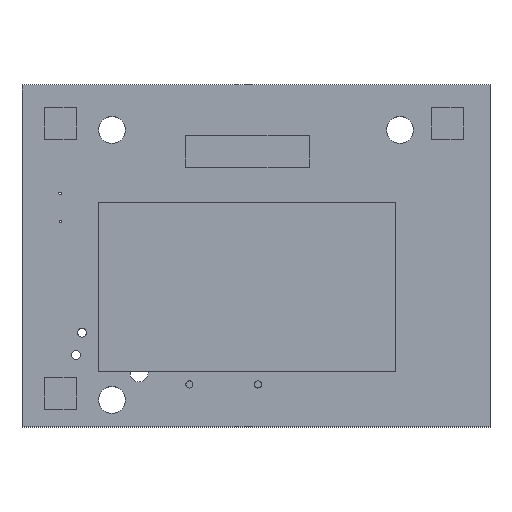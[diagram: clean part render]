
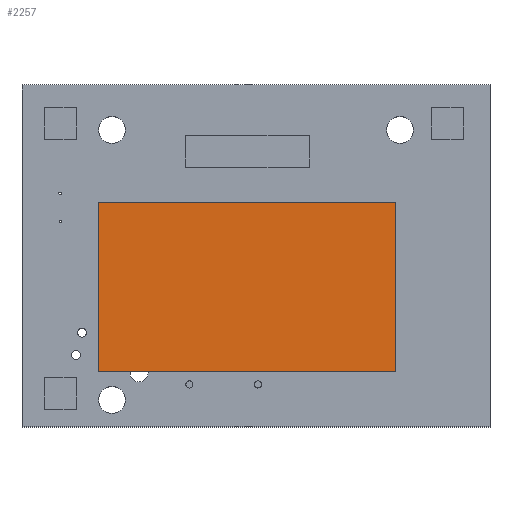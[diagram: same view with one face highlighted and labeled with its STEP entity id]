
A CAD part, top view. The second image highlights one B-rep face of the part: STEP entity #2257.
In plain terms, the highlighted planar face has unit normal (0, 0, 1).
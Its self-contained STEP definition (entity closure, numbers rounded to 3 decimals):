
#267=PLANE('',#2587);
#374=FACE_OUTER_BOUND('',#599,.T.);
#599=EDGE_LOOP('',(#1986,#1987,#1988,#1989));
#734=LINE('',#3787,#889);
#737=LINE('',#3793,#892);
#740=LINE('',#3799,#895);
#743=LINE('',#3803,#898);
#889=VECTOR('',#3176,10.);
#892=VECTOR('',#3181,10.);
#895=VECTOR('',#3186,10.);
#898=VECTOR('',#3191,10.);
#1201=VERTEX_POINT('',#3784);
#1202=VERTEX_POINT('',#3786);
#1204=VERTEX_POINT('',#3792);
#1206=VERTEX_POINT('',#3798);
#1462=EDGE_CURVE('',#1202,#1201,#734,.T.);
#1465=EDGE_CURVE('',#1204,#1202,#737,.T.);
#1468=EDGE_CURVE('',#1206,#1204,#740,.T.);
#1471=EDGE_CURVE('',#1201,#1206,#743,.T.);
#1986=ORIENTED_EDGE('',*,*,#1471,.T.);
#1987=ORIENTED_EDGE('',*,*,#1468,.T.);
#1988=ORIENTED_EDGE('',*,*,#1465,.T.);
#1989=ORIENTED_EDGE('',*,*,#1462,.T.);
#2257=ADVANCED_FACE('',(#374),#267,.T.);
#2587=AXIS2_PLACEMENT_3D('',#3804,#3192,#3193);
#3176=DIRECTION('',(-1.,0.,0.));
#3181=DIRECTION('',(0.,1.,0.));
#3186=DIRECTION('',(1.,0.,0.));
#3191=DIRECTION('',(0.,-1.,0.));
#3192=DIRECTION('center_axis',(0.,0.,1.));
#3193=DIRECTION('ref_axis',(1.,0.,0.));
#3784=CARTESIAN_POINT('',(-0.5,21.89,0.1));
#3786=CARTESIAN_POINT('',(32.5,21.89,0.1));
#3787=CARTESIAN_POINT('',(32.5,21.89,0.1));
#3792=CARTESIAN_POINT('',(32.5,3.11,0.1));
#3793=CARTESIAN_POINT('',(32.5,3.11,0.1));
#3798=CARTESIAN_POINT('',(-0.5,3.11,0.1));
#3799=CARTESIAN_POINT('',(-0.5,3.11,0.1));
#3803=CARTESIAN_POINT('',(-0.5,21.89,0.1));
#3804=CARTESIAN_POINT('Origin',(16.,12.5,0.1));
